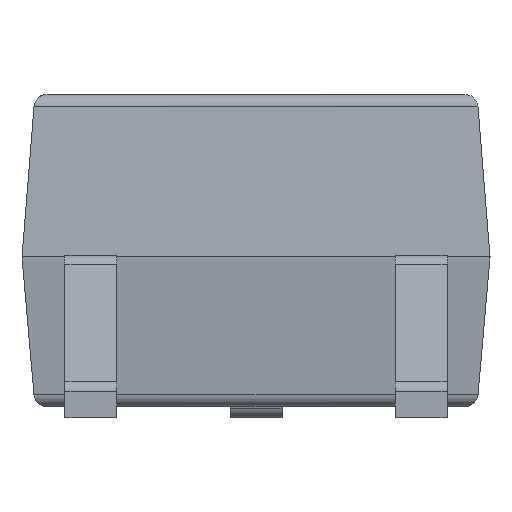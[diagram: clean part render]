
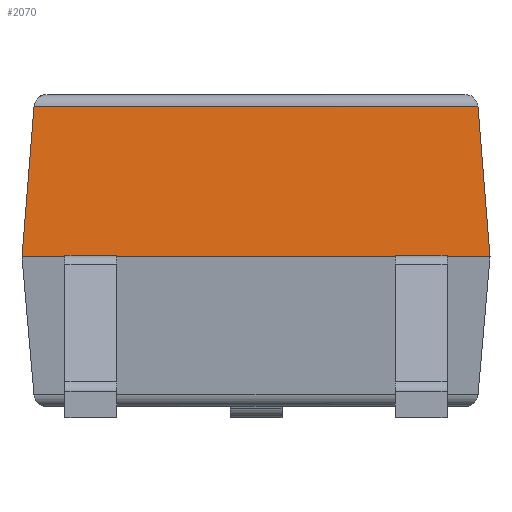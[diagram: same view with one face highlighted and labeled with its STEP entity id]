
A CAD part, front view. The second image highlights one B-rep face of the part: STEP entity #2070.
In plain terms, the highlighted planar face has unit normal (0, -0.997, 0.08).
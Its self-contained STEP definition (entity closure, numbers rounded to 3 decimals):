
#316 = VECTOR ( 'NONE', #3557, 1000. ) ;
#453 = ORIENTED_EDGE ( 'NONE', *, *, #1532, .T. ) ;
#506 = VERTEX_POINT ( 'NONE', #534 ) ;
#534 = CARTESIAN_POINT ( 'NONE',  ( -0.53, 0.95, 1.25 ) ) ;
#561 = CARTESIAN_POINT ( 'NONE',  ( -0.437, 1.043, 2.408 ) ) ;
#735 = EDGE_CURVE ( 'NONE', #1581, #1157, #2141, .T. ) ;
#778 = DIRECTION ( 'NONE',  ( 0., -0.997, 0.08 ) ) ;
#880 = DIRECTION ( 'NONE',  ( -0.079, -0.079, -0.994 ) ) ;
#1001 = CARTESIAN_POINT ( 'NONE',  ( -0.53, 1.043, 2.408 ) ) ;
#1008 = FACE_OUTER_BOUND ( 'NONE', #2051, .T. ) ;
#1157 = VERTEX_POINT ( 'NONE', #3230 ) ;
#1228 = VECTOR ( 'NONE', #2553, 1000. ) ;
#1398 = PLANE ( 'NONE',  #2247 ) ;
#1406 = VERTEX_POINT ( 'NONE', #1816 ) ;
#1532 = EDGE_CURVE ( 'NONE', #506, #1581, #3671, .T. ) ;
#1581 = VERTEX_POINT ( 'NONE', #3081 ) ;
#1631 = EDGE_CURVE ( 'NONE', #1406, #506, #1870, .T. ) ;
#1772 = VECTOR ( 'NONE', #880, 1000. ) ;
#1816 = CARTESIAN_POINT ( 'NONE',  ( -0.437, 1.043, 2.408 ) ) ;
#1870 = LINE ( 'NONE', #561, #1772 ) ;
#1917 = ORIENTED_EDGE ( 'NONE', *, *, #1631, .T. ) ;
#1919 = CARTESIAN_POINT ( 'NONE',  ( -0.53, 0.95, 1.25 ) ) ;
#2051 = EDGE_LOOP ( 'NONE', ( #3474, #2810, #1917, #453 ) ) ;
#2070 = ADVANCED_FACE ( 'NONE', ( #1008 ), #1398, .T. ) ;
#2141 = LINE ( 'NONE', #3836, #2880 ) ;
#2247 = AXIS2_PLACEMENT_3D ( 'NONE', #2677, #778, #3007 ) ;
#2544 = DIRECTION ( 'NONE',  ( -0.079, 0.079, 0.994 ) ) ;
#2553 = DIRECTION ( 'NONE',  ( 1., 0., 0. ) ) ;
#2677 = CARTESIAN_POINT ( 'NONE',  ( -0.53, 1., 1.875 ) ) ;
#2810 = ORIENTED_EDGE ( 'NONE', *, *, #3205, .T. ) ;
#2880 = VECTOR ( 'NONE', #2544, 1000. ) ;
#3007 = DIRECTION ( 'NONE',  ( 0., -0.08, -0.997 ) ) ;
#3081 = CARTESIAN_POINT ( 'NONE',  ( 3.07, 0.95, 1.25 ) ) ;
#3205 = EDGE_CURVE ( 'NONE', #1157, #1406, #3726, .T. ) ;
#3230 = CARTESIAN_POINT ( 'NONE',  ( 2.977, 1.043, 2.408 ) ) ;
#3474 = ORIENTED_EDGE ( 'NONE', *, *, #735, .T. ) ;
#3557 = DIRECTION ( 'NONE',  ( -1., 0., 0. ) ) ;
#3671 = LINE ( 'NONE', #1919, #1228 ) ;
#3726 = LINE ( 'NONE', #1001, #316 ) ;
#3836 = CARTESIAN_POINT ( 'NONE',  ( 3.07, 0.95, 1.25 ) ) ;
